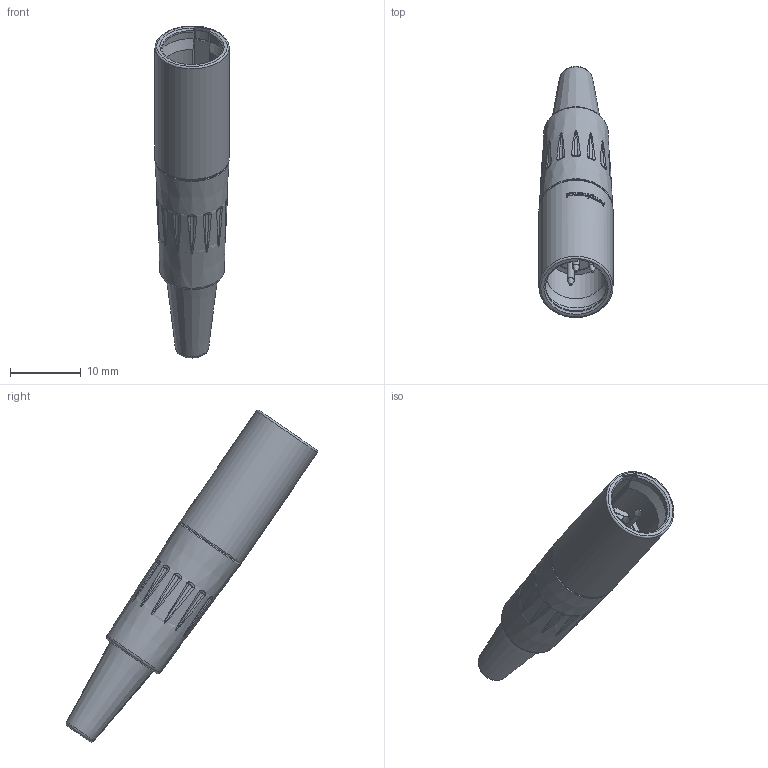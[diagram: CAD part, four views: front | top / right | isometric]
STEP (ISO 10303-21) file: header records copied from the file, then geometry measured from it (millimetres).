
FILE_DESCRIPTION(/* description */ (''),/* implementation_level */ '2;1');
FILE_NAME(/* name */ 'AG4M.stp',/* time_stamp */ '2022-03-23T23:39:02+11:00',/* author */ ('minh'),/* organization */ (''),/* preprocessor_version */ 'ST-DEVELOPER v18.1',/* originating_system */ 'Autodesk Inventor 2022',/* authorisation */ '');
FILE_SCHEMA (('AUTOMOTIVE_DESIGN { 1 0 10303 214 3 1 1 }'));
Length unit declared in the file: millimetre
Products named in the file (7): AG4M; 51270121-504; 53480175-300; 50440044-000; 52590062-300; 51270178-500; 50300480-300
Assembly tree (9 placements, depth 2):
  AG4M
    51270121-504
    53480175-300
    50300480-300  x4
    50440044-000
    52590062-300
    51270178-500
Bounding box: 10.49 x 35.63 x 47 mm (x, y, z)
Volume: 2012.7 mm3; surface area: 4323.7 mm2
Topology: 9 solids, 9 shells, 458 faces, 1185 edges, 775 vertices
Faces by surface type: plane 177, bspline 119, cylinder 104, cone 44, torus 12, sphere 2
Full cylindrical faces by diameter (mm): 0.825 x4, 0.98 x8, 1 x4, 1.1 x4, 3.5 x1, 5.55 x1, 6.5 x1, 7 x1, 7.5 x1, 8.8 x1, 10.5 x1
Entity records: 23026 total; most frequent: CARTESIAN_POINT 12962, ORIENTED_EDGE 2180, DIRECTION 1817, EDGE_CURVE 1090, VERTEX_POINT 715, AXIS2_PLACEMENT_3D 676, EDGE_LOOP 465, LINE 465
